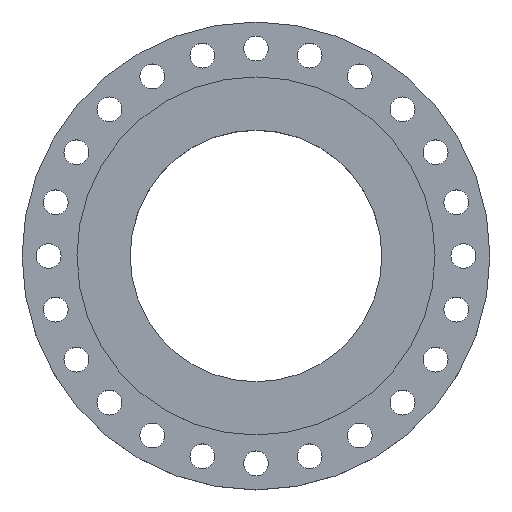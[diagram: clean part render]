
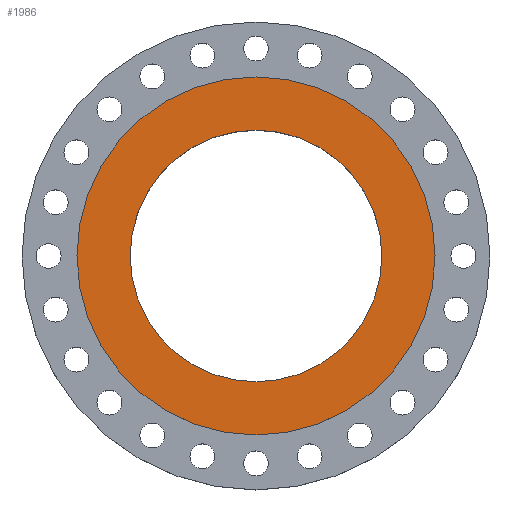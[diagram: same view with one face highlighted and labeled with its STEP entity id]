
A CAD part, top view. The second image highlights one B-rep face of the part: STEP entity #1986.
In plain terms, the highlighted planar face has unit normal (0, 0, 1).
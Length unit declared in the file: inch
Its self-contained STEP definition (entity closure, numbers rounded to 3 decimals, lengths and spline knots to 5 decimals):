
#141 = ORIENTED_EDGE ( 'NONE', *, *, #1225, .F. ) ;
#208 = DIRECTION ( 'NONE',  ( 0., 0., 1. ) ) ;
#218 = CARTESIAN_POINT ( 'NONE',  ( 12.625, 0., 0. ) ) ;
#271 = FACE_BOUND ( 'NONE', #1758, .T. ) ;
#318 = VERTEX_POINT ( 'NONE', #1028 ) ;
#397 = DIRECTION ( 'NONE',  ( 0., 0., 1. ) ) ;
#398 = ORIENTED_EDGE ( 'NONE', *, *, #1201, .T. ) ;
#513 = ORIENTED_EDGE ( 'NONE', *, *, #1234, .F. ) ;
#550 = CIRCLE ( 'NONE', #1912, 12.625 ) ;
#606 = CARTESIAN_POINT ( 'NONE',  ( 0., 0., 0. ) ) ;
#731 = AXIS2_PLACEMENT_3D ( 'NONE', #1145, #397, #1522 ) ;
#746 = DIRECTION ( 'NONE',  ( 1., 0., 0. ) ) ;
#765 = CARTESIAN_POINT ( 'NONE',  ( 0., 0., 0. ) ) ;
#776 = CIRCLE ( 'NONE', #2037, 12.625 ) ;
#927 = CARTESIAN_POINT ( 'NONE',  ( 0., 0., 0. ) ) ;
#1001 = PLANE ( 'NONE',  #1123 ) ;
#1017 = EDGE_LOOP ( 'NONE', ( #398, #1966 ) ) ;
#1028 = CARTESIAN_POINT ( 'NONE',  ( -12.625, 0., 0. ) ) ;
#1123 = AXIS2_PLACEMENT_3D ( 'NONE', #1381, #1830, #1204 ) ;
#1133 = CARTESIAN_POINT ( 'NONE',  ( 8.875, 0., 0. ) ) ;
#1145 = CARTESIAN_POINT ( 'NONE',  ( 0., 0., 0. ) ) ;
#1176 = CIRCLE ( 'NONE', #1375, 8.875 ) ;
#1201 = EDGE_CURVE ( 'NONE', #2094, #318, #550, .T. ) ;
#1204 = DIRECTION ( 'NONE',  ( -1., 0., 0. ) ) ;
#1225 = EDGE_CURVE ( 'NONE', #1244, #1239, #1176, .T. ) ;
#1234 = EDGE_CURVE ( 'NONE', #1239, #1244, #1809, .T. ) ;
#1239 = VERTEX_POINT ( 'NONE', #1133 ) ;
#1244 = VERTEX_POINT ( 'NONE', #1299 ) ;
#1299 = CARTESIAN_POINT ( 'NONE',  ( -8.875, 0., 0. ) ) ;
#1375 = AXIS2_PLACEMENT_3D ( 'NONE', #927, #2247, #746 ) ;
#1381 = CARTESIAN_POINT ( 'NONE',  ( 0., 8.875, 0. ) ) ;
#1457 = FACE_OUTER_BOUND ( 'NONE', #1017, .T. ) ;
#1522 = DIRECTION ( 'NONE',  ( 1., 0., 0. ) ) ;
#1583 = EDGE_CURVE ( 'NONE', #318, #2094, #776, .T. ) ;
#1758 = EDGE_LOOP ( 'NONE', ( #513, #141 ) ) ;
#1809 = CIRCLE ( 'NONE', #731, 8.875 ) ;
#1830 = DIRECTION ( 'NONE',  ( 0., 0., -1. ) ) ;
#1912 = AXIS2_PLACEMENT_3D ( 'NONE', #765, #2069, #2237 ) ;
#1966 = ORIENTED_EDGE ( 'NONE', *, *, #1583, .T. ) ;
#1986 = ADVANCED_FACE ( 'NONE', ( #271, #1457 ), #1001, .F. ) ;
#2037 = AXIS2_PLACEMENT_3D ( 'NONE', #606, #208, #2102 ) ;
#2069 = DIRECTION ( 'NONE',  ( 0., 0., 1. ) ) ;
#2094 = VERTEX_POINT ( 'NONE', #218 ) ;
#2102 = DIRECTION ( 'NONE',  ( 1., 0., 0. ) ) ;
#2237 = DIRECTION ( 'NONE',  ( 1., 0., 0. ) ) ;
#2247 = DIRECTION ( 'NONE',  ( 0., 0., 1. ) ) ;
